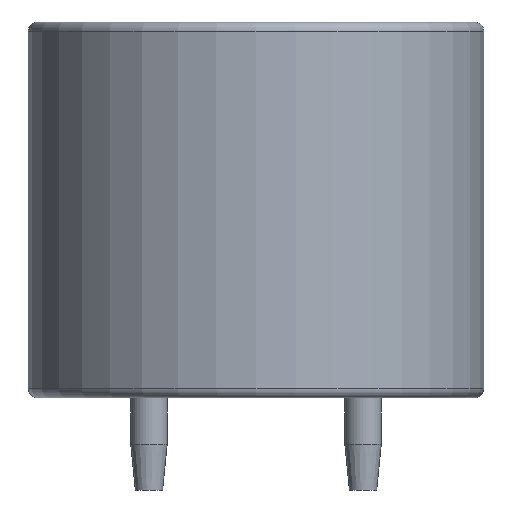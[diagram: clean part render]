
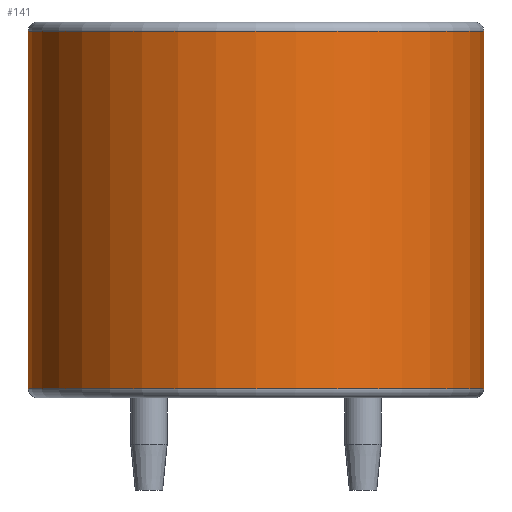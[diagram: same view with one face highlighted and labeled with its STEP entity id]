
A CAD part, front view. The second image highlights one B-rep face of the part: STEP entity #141.
In plain terms, the highlighted cylindrical face has radius 10 mm (diameter 20 mm), a partial arc.
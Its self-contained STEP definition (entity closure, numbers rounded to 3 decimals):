
#10 = CYLINDRICAL_SURFACE ( 'NONE', #338, 10. ) ;
#47 = CIRCLE ( 'NONE', #346, 10. ) ;
#61 = ORIENTED_EDGE ( 'NONE', *, *, #590, .T. ) ;
#65 = CARTESIAN_POINT ( 'NONE',  ( 0., 0., 16.5 ) ) ;
#89 = VECTOR ( 'NONE', #424, 1000. ) ;
#103 = ORIENTED_EDGE ( 'NONE', *, *, #691, .T. ) ;
#110 = CARTESIAN_POINT ( 'NONE',  ( 0., 0., 16.1 ) ) ;
#128 = CARTESIAN_POINT ( 'NONE',  ( 10., 0., 0.4 ) ) ;
#141 = ADVANCED_FACE ( 'NONE', ( #154 ), #10, .T. ) ;
#154 = FACE_OUTER_BOUND ( 'NONE', #344, .T. ) ;
#157 = CARTESIAN_POINT ( 'NONE',  ( 10., 0., 16.1 ) ) ;
#183 = VERTEX_POINT ( 'NONE', #347 ) ;
#194 = LINE ( 'NONE', #549, #255 ) ;
#212 = CARTESIAN_POINT ( 'NONE',  ( 10., 0., 16.5 ) ) ;
#245 = CIRCLE ( 'NONE', #387, 10. ) ;
#255 = VECTOR ( 'NONE', #564, 1000. ) ;
#258 = CARTESIAN_POINT ( 'NONE',  ( 0., 0., 0.4 ) ) ;
#272 = DIRECTION ( 'NONE',  ( 0., 0., -1. ) ) ;
#302 = DIRECTION ( 'NONE',  ( 0., 0., -1. ) ) ;
#312 = DIRECTION ( 'NONE',  ( 1., 0., 0. ) ) ;
#338 = AXIS2_PLACEMENT_3D ( 'NONE', #65, #272, #817 ) ;
#344 = EDGE_LOOP ( 'NONE', ( #444, #61, #460, #103 ) ) ;
#346 = AXIS2_PLACEMENT_3D ( 'NONE', #258, #396, #879 ) ;
#347 = CARTESIAN_POINT ( 'NONE',  ( -10., 0., 0.4 ) ) ;
#352 = CARTESIAN_POINT ( 'NONE',  ( -10., 0., 16.1 ) ) ;
#372 = VERTEX_POINT ( 'NONE', #128 ) ;
#384 = VERTEX_POINT ( 'NONE', #157 ) ;
#387 = AXIS2_PLACEMENT_3D ( 'NONE', #110, #302, #312 ) ;
#396 = DIRECTION ( 'NONE',  ( 0., 0., 1. ) ) ;
#423 = EDGE_CURVE ( 'NONE', #384, #372, #625, .T. ) ;
#424 = DIRECTION ( 'NONE',  ( 0., 0., -1. ) ) ;
#444 = ORIENTED_EDGE ( 'NONE', *, *, #423, .F. ) ;
#460 = ORIENTED_EDGE ( 'NONE', *, *, #809, .T. ) ;
#549 = CARTESIAN_POINT ( 'NONE',  ( -10., 0., 16.5 ) ) ;
#564 = DIRECTION ( 'NONE',  ( 0., 0., -1. ) ) ;
#590 = EDGE_CURVE ( 'NONE', #384, #811, #245, .T. ) ;
#625 = LINE ( 'NONE', #212, #89 ) ;
#691 = EDGE_CURVE ( 'NONE', #183, #372, #47, .T. ) ;
#809 = EDGE_CURVE ( 'NONE', #811, #183, #194, .T. ) ;
#811 = VERTEX_POINT ( 'NONE', #352 ) ;
#817 = DIRECTION ( 'NONE',  ( -1., 0., 0. ) ) ;
#879 = DIRECTION ( 'NONE',  ( 1., 0., 0. ) ) ;
